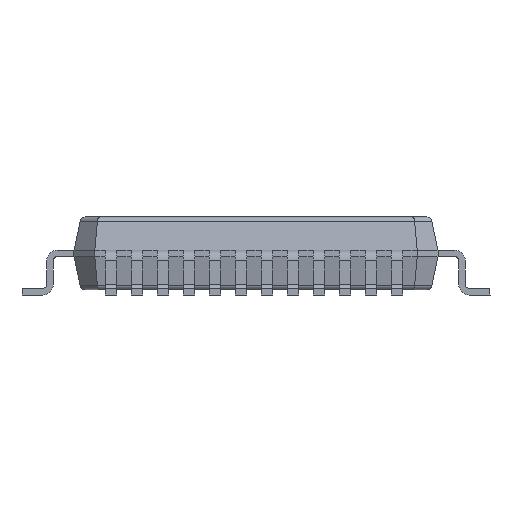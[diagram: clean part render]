
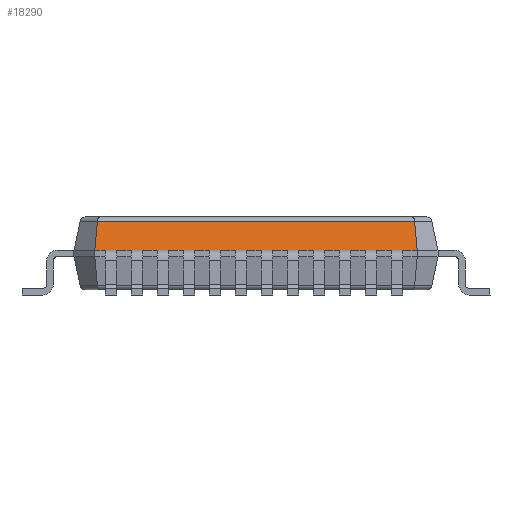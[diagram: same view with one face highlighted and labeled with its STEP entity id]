
A CAD part, front view. The second image highlights one B-rep face of the part: STEP entity #18290.
In plain terms, the highlighted planar face has unit normal (0, -0.978, 0.208).
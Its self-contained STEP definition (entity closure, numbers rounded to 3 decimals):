
#1031=PLANE('',#19313);
#1827=FACE_OUTER_BOUND('',#2857,.T.);
#2857=EDGE_LOOP('',(#14963,#14964,#14965,#14966,#14967,#14968,#14969,#14970,
#14971,#14972,#14973,#14974,#14975,#14976,#14977,#14978,#14979,#14980,#14981,
#14982,#14983,#14984,#14985,#14986,#14987,#14988,#14989,#14990));
#4441=LINE('',#30997,#6377);
#4445=LINE('',#31006,#6381);
#4449=LINE('',#31015,#6385);
#4453=LINE('',#31024,#6389);
#4457=LINE('',#31033,#6393);
#4461=LINE('',#31042,#6397);
#4465=LINE('',#31051,#6401);
#4469=LINE('',#31060,#6405);
#4473=LINE('',#31069,#6409);
#4477=LINE('',#31078,#6413);
#4481=LINE('',#31087,#6417);
#4484=LINE('',#31093,#6420);
#4490=LINE('',#31103,#6426);
#4494=LINE('',#31110,#6430);
#4498=LINE('',#31117,#6434);
#4502=LINE('',#31124,#6438);
#4506=LINE('',#31131,#6442);
#4510=LINE('',#31138,#6446);
#4514=LINE('',#31145,#6450);
#4518=LINE('',#31152,#6454);
#4522=LINE('',#31159,#6458);
#4526=LINE('',#31166,#6462);
#4530=LINE('',#31174,#6466);
#4533=LINE('',#31181,#6469);
#4623=LINE('',#31310,#6559);
#4626=LINE('',#31317,#6562);
#4627=LINE('',#31318,#6563);
#4628=LINE('',#31319,#6564);
#6377=VECTOR('',#21943,0.22);
#6381=VECTOR('',#21949,0.22);
#6385=VECTOR('',#21955,0.22);
#6389=VECTOR('',#21961,0.22);
#6393=VECTOR('',#21967,0.22);
#6397=VECTOR('',#21973,0.22);
#6401=VECTOR('',#21979,0.22);
#6405=VECTOR('',#21985,0.22);
#6409=VECTOR('',#21991,0.22);
#6413=VECTOR('',#21997,0.22);
#6417=VECTOR('',#22003,0.22);
#6420=VECTOR('',#22008,0.2);
#6426=VECTOR('',#22016,0.28);
#6430=VECTOR('',#22022,0.28);
#6434=VECTOR('',#22028,0.28);
#6438=VECTOR('',#22034,0.28);
#6442=VECTOR('',#22040,0.28);
#6446=VECTOR('',#22046,0.28);
#6450=VECTOR('',#22052,0.28);
#6454=VECTOR('',#22058,0.28);
#6458=VECTOR('',#22064,0.28);
#6462=VECTOR('',#22070,0.28);
#6466=VECTOR('',#22076,0.28);
#6469=VECTOR('',#22083,0.28);
#6559=VECTOR('',#22203,0.573);
#6562=VECTOR('',#22210,6.102);
#6563=VECTOR('',#22211,0.573);
#6564=VECTOR('',#22212,0.22);
#8875=VERTEX_POINT('',#30994);
#8876=VERTEX_POINT('',#30996);
#8879=VERTEX_POINT('',#31003);
#8880=VERTEX_POINT('',#31005);
#8883=VERTEX_POINT('',#31012);
#8884=VERTEX_POINT('',#31014);
#8887=VERTEX_POINT('',#31021);
#8888=VERTEX_POINT('',#31023);
#8891=VERTEX_POINT('',#31030);
#8892=VERTEX_POINT('',#31032);
#8895=VERTEX_POINT('',#31039);
#8896=VERTEX_POINT('',#31041);
#8899=VERTEX_POINT('',#31048);
#8900=VERTEX_POINT('',#31050);
#8903=VERTEX_POINT('',#31057);
#8904=VERTEX_POINT('',#31059);
#8907=VERTEX_POINT('',#31066);
#8908=VERTEX_POINT('',#31068);
#8911=VERTEX_POINT('',#31075);
#8912=VERTEX_POINT('',#31077);
#8915=VERTEX_POINT('',#31084);
#8916=VERTEX_POINT('',#31086);
#8918=VERTEX_POINT('',#31092);
#8942=VERTEX_POINT('',#31172);
#8943=VERTEX_POINT('',#31179);
#8944=VERTEX_POINT('',#31180);
#8968=VERTEX_POINT('',#31308);
#8970=VERTEX_POINT('',#31316);
#11045=EDGE_CURVE('',#8875,#8876,#4441,.T.);
#11049=EDGE_CURVE('',#8879,#8880,#4445,.T.);
#11053=EDGE_CURVE('',#8883,#8884,#4449,.T.);
#11057=EDGE_CURVE('',#8887,#8888,#4453,.T.);
#11061=EDGE_CURVE('',#8891,#8892,#4457,.T.);
#11065=EDGE_CURVE('',#8895,#8896,#4461,.T.);
#11069=EDGE_CURVE('',#8899,#8900,#4465,.T.);
#11073=EDGE_CURVE('',#8903,#8904,#4469,.T.);
#11077=EDGE_CURVE('',#8907,#8908,#4473,.T.);
#11081=EDGE_CURVE('',#8911,#8912,#4477,.T.);
#11085=EDGE_CURVE('',#8915,#8916,#4481,.T.);
#11088=EDGE_CURVE('',#8916,#8918,#4484,.T.);
#11094=EDGE_CURVE('',#8912,#8915,#4490,.T.);
#11098=EDGE_CURVE('',#8908,#8911,#4494,.T.);
#11102=EDGE_CURVE('',#8904,#8907,#4498,.T.);
#11106=EDGE_CURVE('',#8900,#8903,#4502,.T.);
#11110=EDGE_CURVE('',#8896,#8899,#4506,.T.);
#11114=EDGE_CURVE('',#8892,#8895,#4510,.T.);
#11118=EDGE_CURVE('',#8888,#8891,#4514,.T.);
#11122=EDGE_CURVE('',#8884,#8887,#4518,.T.);
#11126=EDGE_CURVE('',#8880,#8883,#4522,.T.);
#11130=EDGE_CURVE('',#8876,#8879,#4526,.T.);
#11134=EDGE_CURVE('',#8942,#8875,#4530,.T.);
#11137=EDGE_CURVE('',#8943,#8944,#4533,.T.);
#11227=EDGE_CURVE('',#8943,#8968,#4623,.T.);
#11230=EDGE_CURVE('',#8968,#8970,#4626,.F.);
#11231=EDGE_CURVE('',#8918,#8970,#4627,.T.);
#11232=EDGE_CURVE('',#8944,#8942,#4628,.T.);
#14963=ORIENTED_EDGE('',*,*,#11227,.T.);
#14964=ORIENTED_EDGE('',*,*,#11230,.T.);
#14965=ORIENTED_EDGE('',*,*,#11231,.F.);
#14966=ORIENTED_EDGE('',*,*,#11088,.F.);
#14967=ORIENTED_EDGE('',*,*,#11085,.F.);
#14968=ORIENTED_EDGE('',*,*,#11094,.F.);
#14969=ORIENTED_EDGE('',*,*,#11081,.F.);
#14970=ORIENTED_EDGE('',*,*,#11098,.F.);
#14971=ORIENTED_EDGE('',*,*,#11077,.F.);
#14972=ORIENTED_EDGE('',*,*,#11102,.F.);
#14973=ORIENTED_EDGE('',*,*,#11073,.F.);
#14974=ORIENTED_EDGE('',*,*,#11106,.F.);
#14975=ORIENTED_EDGE('',*,*,#11069,.F.);
#14976=ORIENTED_EDGE('',*,*,#11110,.F.);
#14977=ORIENTED_EDGE('',*,*,#11065,.F.);
#14978=ORIENTED_EDGE('',*,*,#11114,.F.);
#14979=ORIENTED_EDGE('',*,*,#11061,.F.);
#14980=ORIENTED_EDGE('',*,*,#11118,.F.);
#14981=ORIENTED_EDGE('',*,*,#11057,.F.);
#14982=ORIENTED_EDGE('',*,*,#11122,.F.);
#14983=ORIENTED_EDGE('',*,*,#11053,.F.);
#14984=ORIENTED_EDGE('',*,*,#11126,.F.);
#14985=ORIENTED_EDGE('',*,*,#11049,.F.);
#14986=ORIENTED_EDGE('',*,*,#11130,.F.);
#14987=ORIENTED_EDGE('',*,*,#11045,.F.);
#14988=ORIENTED_EDGE('',*,*,#11134,.F.);
#14989=ORIENTED_EDGE('',*,*,#11232,.F.);
#14990=ORIENTED_EDGE('',*,*,#11137,.F.);
#18290=ADVANCED_FACE('',(#1827),#1031,.T.);
#19313=AXIS2_PLACEMENT_3D('',#31315,#22208,#22209);
#21943=DIRECTION('',(-1.,0.,0.));
#21949=DIRECTION('',(-1.,0.,0.));
#21955=DIRECTION('',(-1.,0.,0.));
#21961=DIRECTION('',(-1.,0.,0.));
#21967=DIRECTION('',(-1.,0.,0.));
#21973=DIRECTION('',(-1.,0.,0.));
#21979=DIRECTION('',(-1.,0.,0.));
#21985=DIRECTION('',(-1.,0.,0.));
#21991=DIRECTION('',(-1.,0.,0.));
#21997=DIRECTION('',(-1.,0.,0.));
#22003=DIRECTION('',(-1.,0.,0.));
#22008=DIRECTION('',(-1.,0.,0.));
#22016=DIRECTION('',(-1.,0.,0.));
#22022=DIRECTION('',(-1.,0.,0.));
#22028=DIRECTION('',(-1.,0.,0.));
#22034=DIRECTION('',(-1.,0.,0.));
#22040=DIRECTION('',(-1.,0.,0.));
#22046=DIRECTION('',(-1.,0.,0.));
#22052=DIRECTION('',(-1.,0.,0.));
#22058=DIRECTION('',(-1.,0.,0.));
#22064=DIRECTION('',(-1.,0.,0.));
#22070=DIRECTION('',(-1.,0.,0.));
#22076=DIRECTION('',(-1.,0.,0.));
#22083=DIRECTION('',(-1.,0.,0.));
#22203=DIRECTION('',(-0.086,0.207,0.975));
#22208=DIRECTION('center_axis',(0.,-0.978,0.208));
#22209=DIRECTION('ref_axis',(0.,-0.208,-0.978));
#22210=DIRECTION('',(1.,0.,0.));
#22211=DIRECTION('',(0.086,0.207,0.975));
#22212=DIRECTION('',(-1.,0.,0.));
#30994=CARTESIAN_POINT('',(2.32,-3.5,0.862));
#30996=CARTESIAN_POINT('',(2.1,-3.5,0.863));
#30997=CARTESIAN_POINT('',(2.32,-3.5,0.863));
#31003=CARTESIAN_POINT('',(1.82,-3.5,0.862));
#31005=CARTESIAN_POINT('',(1.6,-3.5,0.863));
#31006=CARTESIAN_POINT('',(1.82,-3.5,0.863));
#31012=CARTESIAN_POINT('',(1.32,-3.5,0.862));
#31014=CARTESIAN_POINT('',(1.1,-3.5,0.863));
#31015=CARTESIAN_POINT('',(1.32,-3.5,0.863));
#31021=CARTESIAN_POINT('',(0.82,-3.5,0.862));
#31023=CARTESIAN_POINT('',(0.6,-3.5,0.863));
#31024=CARTESIAN_POINT('',(0.82,-3.5,0.863));
#31030=CARTESIAN_POINT('',(0.32,-3.5,0.862));
#31032=CARTESIAN_POINT('',(0.1,-3.5,0.863));
#31033=CARTESIAN_POINT('',(0.32,-3.5,0.863));
#31039=CARTESIAN_POINT('',(-0.18,-3.5,0.862));
#31041=CARTESIAN_POINT('',(-0.4,-3.5,0.863));
#31042=CARTESIAN_POINT('',(-0.18,-3.5,0.863));
#31048=CARTESIAN_POINT('',(-0.68,-3.5,0.862));
#31050=CARTESIAN_POINT('',(-0.9,-3.5,0.863));
#31051=CARTESIAN_POINT('',(-0.68,-3.5,0.863));
#31057=CARTESIAN_POINT('',(-1.18,-3.5,0.862));
#31059=CARTESIAN_POINT('',(-1.4,-3.5,0.863));
#31060=CARTESIAN_POINT('',(-1.18,-3.5,0.863));
#31066=CARTESIAN_POINT('',(-1.68,-3.5,0.862));
#31068=CARTESIAN_POINT('',(-1.9,-3.5,0.863));
#31069=CARTESIAN_POINT('',(-1.68,-3.5,0.863));
#31075=CARTESIAN_POINT('',(-2.18,-3.5,0.862));
#31077=CARTESIAN_POINT('',(-2.4,-3.5,0.863));
#31078=CARTESIAN_POINT('',(-2.18,-3.5,0.863));
#31084=CARTESIAN_POINT('',(-2.68,-3.5,0.862));
#31086=CARTESIAN_POINT('',(-2.9,-3.5,0.863));
#31087=CARTESIAN_POINT('',(-2.68,-3.5,0.863));
#31092=CARTESIAN_POINT('',(-3.1,-3.5,0.862));
#31093=CARTESIAN_POINT('',(-2.9,-3.5,0.862));
#31103=CARTESIAN_POINT('',(-2.4,-3.5,0.862));
#31110=CARTESIAN_POINT('',(-1.9,-3.5,0.862));
#31117=CARTESIAN_POINT('',(-1.4,-3.5,0.862));
#31124=CARTESIAN_POINT('',(-0.9,-3.5,0.862));
#31131=CARTESIAN_POINT('',(-0.4,-3.5,0.862));
#31138=CARTESIAN_POINT('',(0.1,-3.5,0.862));
#31145=CARTESIAN_POINT('',(0.6,-3.5,0.862));
#31152=CARTESIAN_POINT('',(1.1,-3.5,0.862));
#31159=CARTESIAN_POINT('',(1.6,-3.5,0.862));
#31166=CARTESIAN_POINT('',(2.1,-3.5,0.862));
#31172=CARTESIAN_POINT('',(2.6,-3.5,0.863));
#31174=CARTESIAN_POINT('',(2.6,-3.5,0.862));
#31179=CARTESIAN_POINT('',(3.1,-3.5,0.862));
#31180=CARTESIAN_POINT('',(2.82,-3.5,0.863));
#31181=CARTESIAN_POINT('',(3.1,-3.5,0.862));
#31308=CARTESIAN_POINT('',(3.051,-3.381,1.421));
#31310=CARTESIAN_POINT('',(3.1,-3.5,0.862));
#31315=CARTESIAN_POINT('Origin',(-3.5,-3.364,1.5));
#31316=CARTESIAN_POINT('',(-3.051,-3.381,1.421));
#31317=CARTESIAN_POINT('',(-3.051,-3.381,1.421));
#31318=CARTESIAN_POINT('',(-3.1,-3.5,0.862));
#31319=CARTESIAN_POINT('',(2.82,-3.5,0.863));
